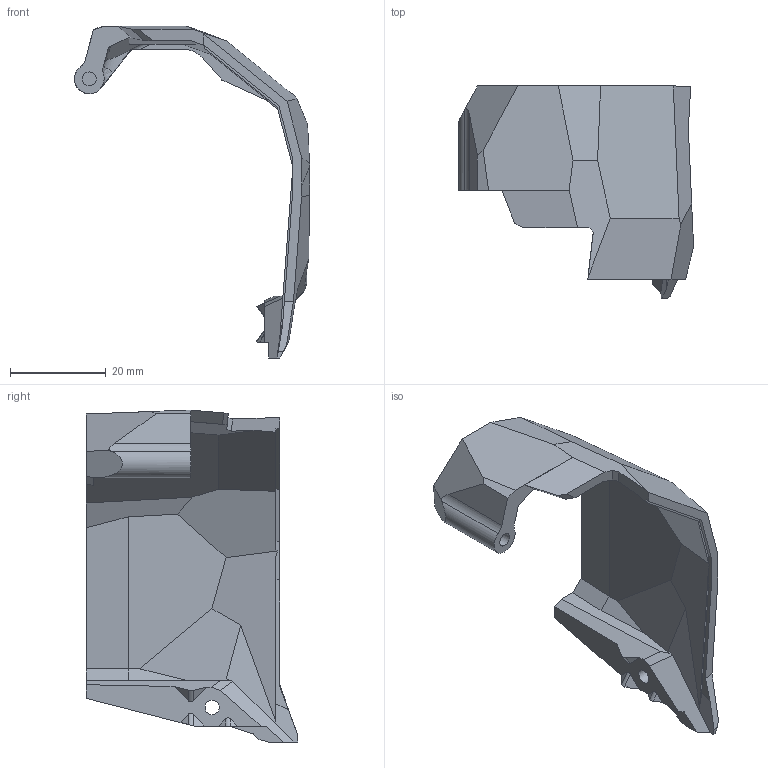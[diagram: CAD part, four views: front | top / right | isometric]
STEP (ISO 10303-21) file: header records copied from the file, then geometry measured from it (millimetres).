
FILE_DESCRIPTION(/* description */ (''),/* implementation_level */ '2;1');
FILE_NAME(/* name */ 'Cable_Cover_Test1.stp',/* time_stamp */ '2022-07-25T22:29:10+02:00',/* author */ ('Rama'),/* organization */ (''),/* preprocessor_version */ 'ST-DEVELOPER v18.1',/* originating_system */ 'Autodesk Inventor 2022',/* authorisation */ '');
FILE_SCHEMA (('AUTOMOTIVE_DESIGN { 1 0 10303 214 3 1 1 }'));
Length unit declared in the file: millimetre
Products named in the file (1): Cable_Cover_Test1
Bounding box: 49.12 x 44.24 x 69.38 mm (x, y, z)
Volume: 8613.6 mm3; surface area: 8735.9 mm2
Topology: 1 solids, 1 shells, 97 faces, 281 edges, 187 vertices
Faces by surface type: plane 84, cylinder 12, bspline 1
Full cylindrical faces by diameter (mm): 2.9 x1, 3 x1
Entity records: 3591 total; most frequent: CARTESIAN_POINT 865, ORIENTED_EDGE 562, DIRECTION 497, EDGE_CURVE 281, LINE 251, VECTOR 251, VERTEX_POINT 187, AXIS2_PLACEMENT_3D 123
